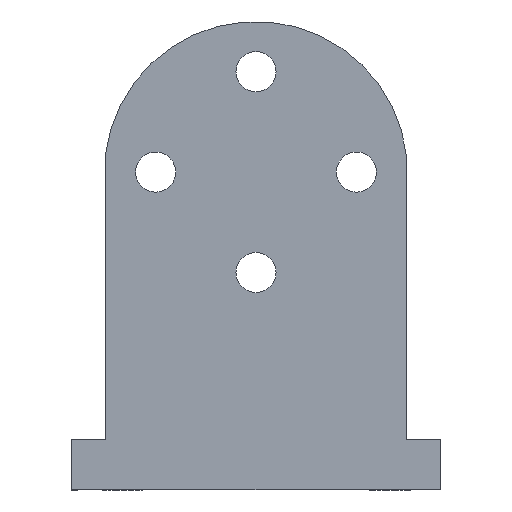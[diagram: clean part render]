
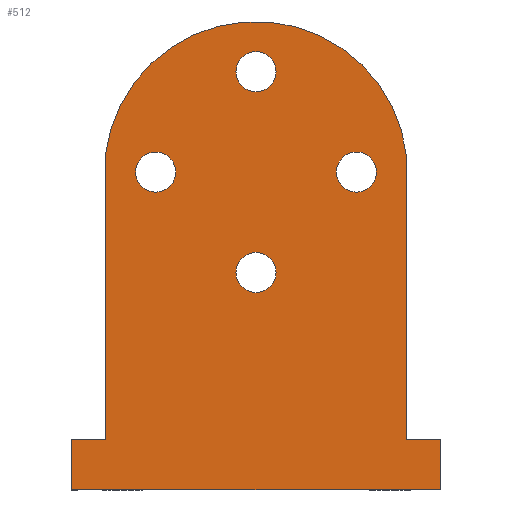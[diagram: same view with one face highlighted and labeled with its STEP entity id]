
A CAD part, left-side view. The second image highlights one B-rep face of the part: STEP entity #512.
In plain terms, the highlighted planar face has unit normal (-1, 0, 0).
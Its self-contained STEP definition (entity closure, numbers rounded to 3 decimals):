
#23 = LINE ( 'NONE', #396, #618 ) ;
#26 = AXIS2_PLACEMENT_3D ( 'NONE', #978, #681, #341 ) ;
#34 = VERTEX_POINT ( 'NONE', #821 ) ;
#36 = CARTESIAN_POINT ( 'NONE',  ( -5.793, 224.334, 179.527 ) ) ;
#52 = FACE_BOUND ( 'NONE', #280, .T. ) ;
#56 = AXIS2_PLACEMENT_3D ( 'NONE', #739, #749, #727 ) ;
#66 = CIRCLE ( 'NONE', #700, 1.2 ) ;
#70 = DIRECTION ( 'NONE',  ( 0., 0., -1. ) ) ;
#74 = EDGE_CURVE ( 'NONE', #1223, #903, #23, .T. ) ;
#75 = EDGE_LOOP ( 'NONE', ( #577, #595 ) ) ;
#92 = CARTESIAN_POINT ( 'NONE',  ( -5.793, 212.335, 179.527 ) ) ;
#93 = DIRECTION ( 'NONE',  ( 0., 0., -1. ) ) ;
#111 = VERTEX_POINT ( 'NONE', #885 ) ;
#118 = DIRECTION ( 'NONE',  ( 1., 0., 0. ) ) ;
#142 = AXIS2_PLACEMENT_3D ( 'NONE', #1144, #500, #329 ) ;
#163 = VECTOR ( 'NONE', #358, 1000. ) ;
#222 = DIRECTION ( 'NONE',  ( 0., 0., -1. ) ) ;
#229 = EDGE_CURVE ( 'NONE', #1669, #452, #791, .T. ) ;
#280 = EDGE_LOOP ( 'NONE', ( #877, #1545 ) ) ;
#283 = EDGE_LOOP ( 'NONE', ( #1481, #2058, #1470, #1860, #1462, #1116, #2169, #2080 ) ) ;
#288 = DIRECTION ( 'NONE',  ( 0., 0., -1. ) ) ;
#305 = LINE ( 'NONE', #1517, #163 ) ;
#308 = EDGE_CURVE ( 'NONE', #1460, #717, #1288, .T. ) ;
#313 = CARTESIAN_POINT ( 'NONE',  ( -5.793, 227.335, 163.527 ) ) ;
#327 = CARTESIAN_POINT ( 'NONE',  ( -5.793, 229.335, 160.527 ) ) ;
#329 = DIRECTION ( 'NONE',  ( 0., 0., -1. ) ) ;
#341 = DIRECTION ( 'NONE',  ( 0., 0., -1. ) ) ;
#357 = VERTEX_POINT ( 'NONE', #1205 ) ;
#358 = DIRECTION ( 'NONE',  ( 0., -1., 0. ) ) ;
#374 = DIRECTION ( 'NONE',  ( 1., 0., 0. ) ) ;
#375 = EDGE_CURVE ( 'NONE', #357, #111, #305, .T. ) ;
#396 = CARTESIAN_POINT ( 'NONE',  ( -5.793, 229.335, 160.527 ) ) ;
#406 = DIRECTION ( 'NONE',  ( 1., 0., 0. ) ) ;
#413 = FACE_BOUND ( 'NONE', #1363, .T. ) ;
#433 = CARTESIAN_POINT ( 'NONE',  ( -5.793, 212.335, 179.527 ) ) ;
#452 = VERTEX_POINT ( 'NONE', #624 ) ;
#500 = DIRECTION ( 'NONE',  ( 1., 0., 0. ) ) ;
#512 = ADVANCED_FACE ( 'NONE', ( #413, #52, #1250, #900, #1534 ), #584, .T. ) ;
#526 = CARTESIAN_POINT ( 'NONE',  ( -5.793, 212.335, 180.727 ) ) ;
#541 = DIRECTION ( 'NONE',  ( 0., -1., 0. ) ) ;
#552 = DIRECTION ( 'NONE',  ( 0., -1., 0. ) ) ;
#556 = AXIS2_PLACEMENT_3D ( 'NONE', #36, #708, #883 ) ;
#577 = ORIENTED_EDGE ( 'NONE', *, *, #1391, .T. ) ;
#584 = PLANE ( 'NONE',  #1769 ) ;
#588 = DIRECTION ( 'NONE',  ( 0., -1., 0. ) ) ;
#595 = ORIENTED_EDGE ( 'NONE', *, *, #229, .T. ) ;
#610 = CARTESIAN_POINT ( 'NONE',  ( -5.793, 224.334, 178.327 ) ) ;
#618 = VECTOR ( 'NONE', #1552, 1000. ) ;
#624 = CARTESIAN_POINT ( 'NONE',  ( -5.793, 212.335, 178.327 ) ) ;
#636 = DIRECTION ( 'NONE',  ( 0., 0., 1. ) ) ;
#651 = VECTOR ( 'NONE', #70, 1000. ) ;
#681 = DIRECTION ( 'NONE',  ( 1., 0., 0. ) ) ;
#700 = AXIS2_PLACEMENT_3D ( 'NONE', #1006, #1982, #1993 ) ;
#708 = DIRECTION ( 'NONE',  ( 1., 0., 0. ) ) ;
#717 = VERTEX_POINT ( 'NONE', #313 ) ;
#727 = DIRECTION ( 'NONE',  ( 0., 0., -1. ) ) ;
#739 = CARTESIAN_POINT ( 'NONE',  ( -5.793, 218.334, 173.527 ) ) ;
#749 = DIRECTION ( 'NONE',  ( 1., 0., 0. ) ) ;
#757 = CARTESIAN_POINT ( 'NONE',  ( -5.793, 218.334, 172.327 ) ) ;
#762 = EDGE_CURVE ( 'NONE', #1953, #2136, #1194, .T. ) ;
#782 = CARTESIAN_POINT ( 'NONE',  ( -5.793, 229.335, 163.527 ) ) ;
#791 = CIRCLE ( 'NONE', #1910, 1.2 ) ;
#811 = DIRECTION ( 'NONE',  ( 0., -1., 0. ) ) ;
#821 = CARTESIAN_POINT ( 'NONE',  ( -5.793, 218.334, 174.727 ) ) ;
#843 = CARTESIAN_POINT ( 'NONE',  ( -5.793, 209.335, 163.527 ) ) ;
#876 = VECTOR ( 'NONE', #811, 1000. ) ;
#877 = ORIENTED_EDGE ( 'NONE', *, *, #762, .T. ) ;
#883 = DIRECTION ( 'NONE',  ( 0., 0., -1. ) ) ;
#885 = CARTESIAN_POINT ( 'NONE',  ( -5.793, 207.335, 163.527 ) ) ;
#900 = FACE_BOUND ( 'NONE', #963, .T. ) ;
#903 = VERTEX_POINT ( 'NONE', #782 ) ;
#910 = VERTEX_POINT ( 'NONE', #757 ) ;
#952 = ORIENTED_EDGE ( 'NONE', *, *, #1686, .T. ) ;
#963 = EDGE_LOOP ( 'NONE', ( #1204, #1900 ) ) ;
#978 = CARTESIAN_POINT ( 'NONE',  ( -5.793, 218.334, 185.527 ) ) ;
#1003 = EDGE_CURVE ( 'NONE', #2106, #1496, #66, .T. ) ;
#1006 = CARTESIAN_POINT ( 'NONE',  ( -5.793, 224.334, 179.527 ) ) ;
#1030 = EDGE_CURVE ( 'NONE', #910, #34, #1472, .T. ) ;
#1049 = VECTOR ( 'NONE', #2148, 1000. ) ;
#1067 = CARTESIAN_POINT ( 'NONE',  ( -5.793, 218.334, 184.327 ) ) ;
#1073 = EDGE_CURVE ( 'NONE', #357, #1942, #1333, .T. ) ;
#1080 = DIRECTION ( 'NONE',  ( -1., 0., 0. ) ) ;
#1116 = ORIENTED_EDGE ( 'NONE', *, *, #1073, .T. ) ;
#1144 = CARTESIAN_POINT ( 'NONE',  ( -5.793, 218.334, 173.527 ) ) ;
#1152 = CIRCLE ( 'NONE', #556, 1.2 ) ;
#1194 = CIRCLE ( 'NONE', #26, 1.2 ) ;
#1199 = CIRCLE ( 'NONE', #1235, 1.2 ) ;
#1204 = ORIENTED_EDGE ( 'NONE', *, *, #1030, .T. ) ;
#1205 = CARTESIAN_POINT ( 'NONE',  ( -5.793, 209.335, 163.527 ) ) ;
#1206 = CARTESIAN_POINT ( 'NONE',  ( -5.793, 229.335, 163.527 ) ) ;
#1223 = VERTEX_POINT ( 'NONE', #1866 ) ;
#1235 = AXIS2_PLACEMENT_3D ( 'NONE', #433, #118, #93 ) ;
#1243 = DIRECTION ( 'NONE',  ( -1., 0., 0. ) ) ;
#1250 = FACE_BOUND ( 'NONE', #75, .T. ) ;
#1265 = EDGE_CURVE ( 'NONE', #2136, #1953, #1339, .T. ) ;
#1288 = LINE ( 'NONE', #1575, #651 ) ;
#1312 = CARTESIAN_POINT ( 'NONE',  ( -5.793, 207.335, 160.527 ) ) ;
#1333 = LINE ( 'NONE', #843, #1049 ) ;
#1339 = CIRCLE ( 'NONE', #1718, 1.2 ) ;
#1363 = EDGE_LOOP ( 'NONE', ( #2129, #952 ) ) ;
#1377 = VERTEX_POINT ( 'NONE', #1934 ) ;
#1391 = EDGE_CURVE ( 'NONE', #452, #1669, #1199, .T. ) ;
#1424 = CARTESIAN_POINT ( 'NONE',  ( -5.793, 218.34, 179.465 ) ) ;
#1438 = EDGE_CURVE ( 'NONE', #1223, #1377, #1489, .T. ) ;
#1459 = EDGE_CURVE ( 'NONE', #1377, #111, #2156, .T. ) ;
#1460 = VERTEX_POINT ( 'NONE', #2145 ) ;
#1462 = ORIENTED_EDGE ( 'NONE', *, *, #375, .F. ) ;
#1470 = ORIENTED_EDGE ( 'NONE', *, *, #1438, .T. ) ;
#1472 = CIRCLE ( 'NONE', #142, 1.2 ) ;
#1481 = ORIENTED_EDGE ( 'NONE', *, *, #1962, .F. ) ;
#1489 = LINE ( 'NONE', #327, #876 ) ;
#1496 = VERTEX_POINT ( 'NONE', #1498 ) ;
#1498 = CARTESIAN_POINT ( 'NONE',  ( -5.793, 224.334, 180.727 ) ) ;
#1500 = CIRCLE ( 'NONE', #1782, 9.062 ) ;
#1517 = CARTESIAN_POINT ( 'NONE',  ( -5.793, 229.335, 163.527 ) ) ;
#1520 = CARTESIAN_POINT ( 'NONE',  ( -5.793, 218.334, 185.527 ) ) ;
#1534 = FACE_OUTER_BOUND ( 'NONE', #283, .T. ) ;
#1545 = ORIENTED_EDGE ( 'NONE', *, *, #1265, .T. ) ;
#1552 = DIRECTION ( 'NONE',  ( 0., 0., 1. ) ) ;
#1575 = CARTESIAN_POINT ( 'NONE',  ( -5.793, 227.335, 180.57 ) ) ;
#1669 = VERTEX_POINT ( 'NONE', #526 ) ;
#1686 = EDGE_CURVE ( 'NONE', #1496, #2106, #1152, .T. ) ;
#1703 = CIRCLE ( 'NONE', #56, 1.2 ) ;
#1718 = AXIS2_PLACEMENT_3D ( 'NONE', #1520, #374, #222 ) ;
#1723 = CARTESIAN_POINT ( 'NONE',  ( -5.793, 229.335, 160.527 ) ) ;
#1747 = CARTESIAN_POINT ( 'NONE',  ( -5.793, 209.335, 180.474 ) ) ;
#1769 = AXIS2_PLACEMENT_3D ( 'NONE', #1723, #1080, #552 ) ;
#1782 = AXIS2_PLACEMENT_3D ( 'NONE', #1424, #1243, #588 ) ;
#1823 = EDGE_CURVE ( 'NONE', #1942, #1460, #1500, .T. ) ;
#1860 = ORIENTED_EDGE ( 'NONE', *, *, #1459, .T. ) ;
#1866 = CARTESIAN_POINT ( 'NONE',  ( -5.793, 229.335, 160.527 ) ) ;
#1900 = ORIENTED_EDGE ( 'NONE', *, *, #1903, .T. ) ;
#1903 = EDGE_CURVE ( 'NONE', #34, #910, #1703, .T. ) ;
#1904 = LINE ( 'NONE', #1206, #1922 ) ;
#1910 = AXIS2_PLACEMENT_3D ( 'NONE', #92, #406, #288 ) ;
#1922 = VECTOR ( 'NONE', #541, 1000. ) ;
#1934 = CARTESIAN_POINT ( 'NONE',  ( -5.793, 207.335, 160.527 ) ) ;
#1942 = VERTEX_POINT ( 'NONE', #1747 ) ;
#1953 = VERTEX_POINT ( 'NONE', #1067 ) ;
#1962 = EDGE_CURVE ( 'NONE', #903, #717, #1904, .T. ) ;
#1982 = DIRECTION ( 'NONE',  ( 1., 0., 0. ) ) ;
#1993 = DIRECTION ( 'NONE',  ( 0., 0., -1. ) ) ;
#2008 = CARTESIAN_POINT ( 'NONE',  ( -5.793, 218.334, 186.727 ) ) ;
#2040 = VECTOR ( 'NONE', #636, 1000. ) ;
#2058 = ORIENTED_EDGE ( 'NONE', *, *, #74, .F. ) ;
#2080 = ORIENTED_EDGE ( 'NONE', *, *, #308, .T. ) ;
#2106 = VERTEX_POINT ( 'NONE', #610 ) ;
#2129 = ORIENTED_EDGE ( 'NONE', *, *, #1003, .T. ) ;
#2136 = VERTEX_POINT ( 'NONE', #2008 ) ;
#2145 = CARTESIAN_POINT ( 'NONE',  ( -5.793, 227.335, 180.57 ) ) ;
#2148 = DIRECTION ( 'NONE',  ( 0., 0., 1. ) ) ;
#2156 = LINE ( 'NONE', #1312, #2040 ) ;
#2169 = ORIENTED_EDGE ( 'NONE', *, *, #1823, .T. ) ;
